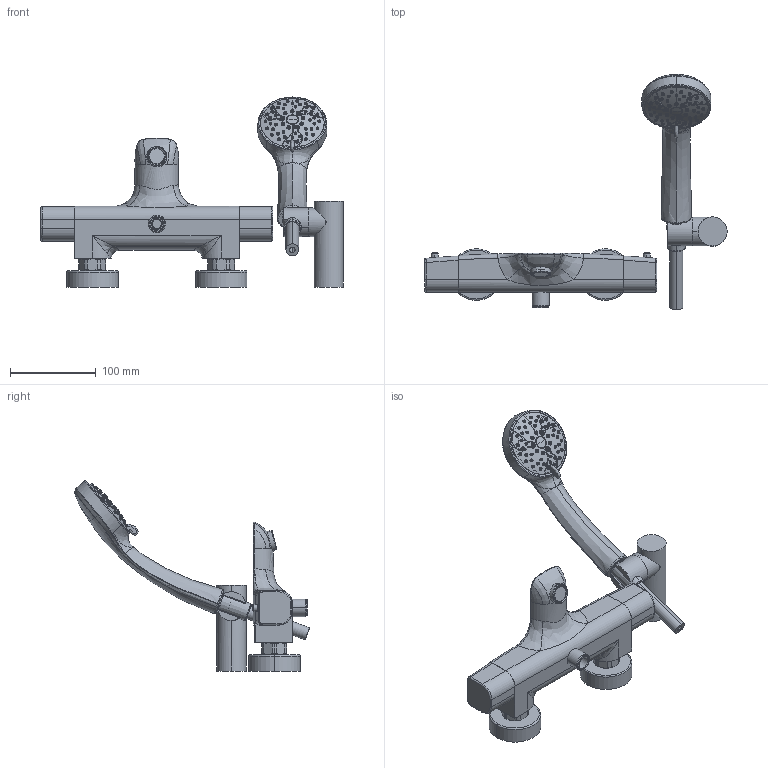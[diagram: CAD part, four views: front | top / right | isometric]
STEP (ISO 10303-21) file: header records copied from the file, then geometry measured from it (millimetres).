
FILE_DESCRIPTION(('CoCreate Modeling STEP Export'),'2;1');
FILE_NAME('09-111TH.stp','2019-03-01T14:33:14',(''),(''),'CoCreate Modeling STEP processor for AP214 (Solid Model)','CoCreate Modeling 17.0 01-Apr-2010 (C) Parametric Technology GmbH','');
FILE_SCHEMA(('AUTOMOTIVE_DESIGN { 1 0 10303 214 1 1 1 1 }'));
Length unit declared in the file: millimetre
Products named in the file (3): 09-111TH; show; 09-111TH.stp
Assembly tree (2 placements, depth 2):
  09-111TH.stp
    show
    09-111TH
Bounding box: 352 x 273.57 x 221.24 mm (x, y, z)
Volume: 1043420.7 mm3; surface area: 155405.3 mm2
Topology: 2 solids, 5 shells, 1218 faces, 3218 edges, 2151 vertices
Faces by surface type: cone 413, torus 238, bspline 185, plane 163, cylinder 162, sphere 55, extrusion 2
Entity records: 76086 total; most frequent: CARTESIAN_POINT 42686, ORIENTED_EDGE 6436, DIRECTION 3290, EDGE_CURVE 3217, VERTEX_POINT 2152, B_SPLINE_CURVE_WITH_KNOTS 1509, EDGE_LOOP 1489, AXIS2_PLACEMENT_3D 1240
